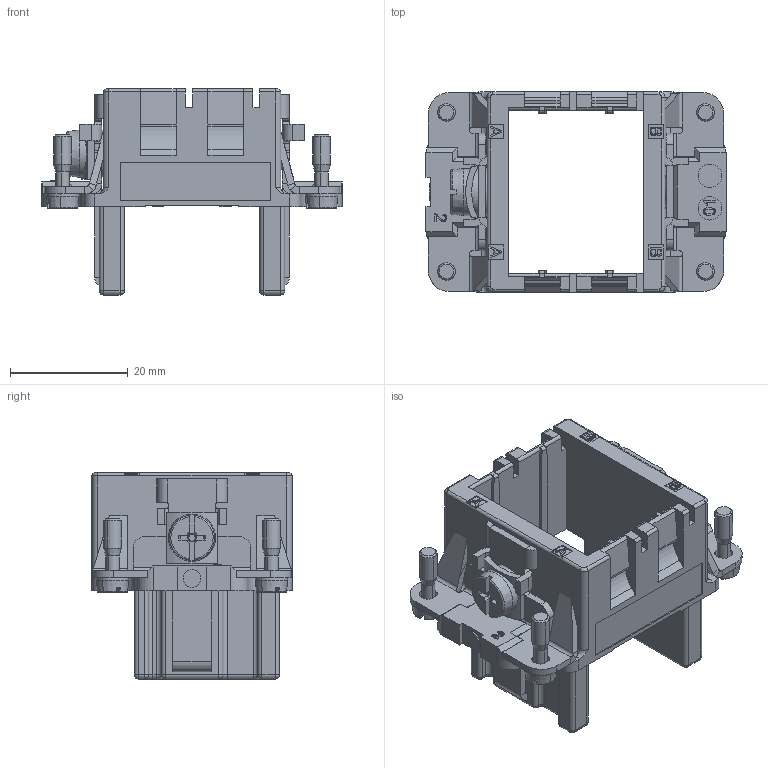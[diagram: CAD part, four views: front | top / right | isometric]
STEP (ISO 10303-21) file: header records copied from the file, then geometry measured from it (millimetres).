
FILE_DESCRIPTION(/* description */ (''),/* implementation_level */ '2;1');
FILE_NAME(/* name */ 'C146_S06_001_G8.stp',/* time_stamp */ '2018-02-28T12:53:39+01:00',/* author */ (''),/* organization */ (''),/* preprocessor_version */ 'ST-DEVELOPER v16',/* originating_system */ 'SIEMENS PLM Software NX 11.0',/* authorisation */ '');
FILE_SCHEMA (('AP203_CONFIGURATION_CONTROLLED_3D_DESIGN_OF_MECHANICAL_PARTS_AND_ASSEMBLIES_MIM_LF { 1 0 10303 403 2 1 2}'));
Length unit declared in the file: millimetre
Products named in the file (1): c146 s06 001 g8nxm001-02
Bounding box: 51 x 34 x 35 mm (x, y, z)
Volume: 13114.8 mm3; surface area: 11571.3 mm2
Topology: 1 solids, 1 shells, 912 faces, 2513 edges, 1616 vertices
Faces by surface type: plane 534, cylinder 211, cone 58, extrusion 49, torus 30, sphere 16, bspline 14
Full cylindrical faces by diameter (mm): 3 x1, 3.3 x1, 4 x2, 8 x3
Entity records: 32522 total; most frequent: CARTESIAN_POINT 8835, ORIENTED_EDGE 4958, DIRECTION 4195, EDGE_CURVE 2479, VERTEX_POINT 1609, VECTOR 1453, LINE 1404, AXIS2_PLACEMENT_3D 1371
